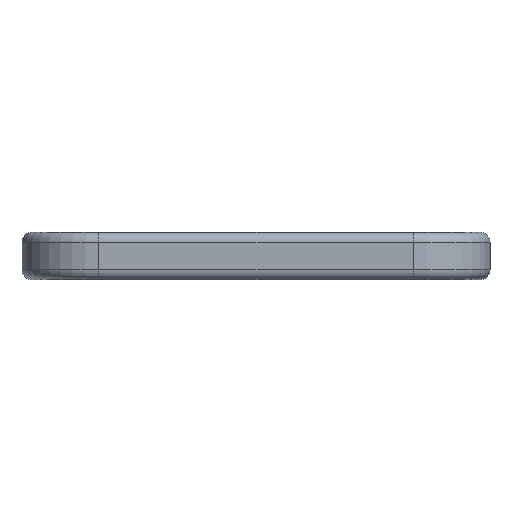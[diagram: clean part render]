
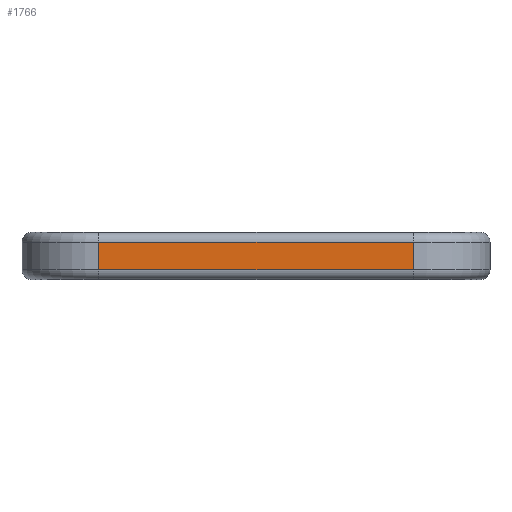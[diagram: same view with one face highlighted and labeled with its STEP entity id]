
A CAD part, left-side view. The second image highlights one B-rep face of the part: STEP entity #1766.
In plain terms, the highlighted planar face has unit normal (-1, 0, 0).
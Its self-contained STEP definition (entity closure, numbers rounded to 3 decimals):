
#1746=AXIS2_PLACEMENT_3D('Plane Axis2P3D',#1743,#1744,#1745) ;
#1534=CARTESIAN_POINT('Vertex',(0.,19.9,1.9)) ;
#1565=CARTESIAN_POINT('Vertex',(0.,3.9,1.9)) ;
#1575=CARTESIAN_POINT('Line Origine',(0.,11.311,1.9)) ;
#1728=CARTESIAN_POINT('Vertex',(0.,19.9,0.5)) ;
#1731=CARTESIAN_POINT('Line Origine',(0.,19.9,1.2)) ;
#1743=CARTESIAN_POINT('Axis2P3D Location',(0.,19.9,2.4)) ;
#1748=CARTESIAN_POINT('Line Origine',(0.,11.9,0.5)) ;
#1752=CARTESIAN_POINT('Vertex',(0.,3.9,0.5)) ;
#1755=CARTESIAN_POINT('Line Origine',(0.,3.9,1.2)) ;
#1576=DIRECTION('Vector Direction',(0.,1.,0.)) ;
#1732=DIRECTION('Vector Direction',(0.,0.,-1.)) ;
#1744=DIRECTION('Axis2P3D Direction',(-1.,0.,0.)) ;
#1745=DIRECTION('Axis2P3D XDirection',(0.,0.,-1.)) ;
#1749=DIRECTION('Vector Direction',(0.,-1.,0.)) ;
#1756=DIRECTION('Vector Direction',(0.,0.,-1.)) ;
#1577=VECTOR('Line Direction',#1576,1.) ;
#1733=VECTOR('Line Direction',#1732,1.) ;
#1750=VECTOR('Line Direction',#1749,1.) ;
#1757=VECTOR('Line Direction',#1756,1.) ;
#1761=ORIENTED_EDGE('',*,*,#1735,.F.) ;
#1762=ORIENTED_EDGE('',*,*,#1754,.F.) ;
#1763=ORIENTED_EDGE('',*,*,#1759,.T.) ;
#1764=ORIENTED_EDGE('',*,*,#1579,.T.) ;
#1766=ADVANCED_FACE('Hauptk\X2\00F6\X0\rper',(#1765),#1747,.T.) ;
#1579=EDGE_CURVE('',#1566,#1535,#1578,.T.) ;
#1735=EDGE_CURVE('',#1729,#1535,#1734,.F.) ;
#1754=EDGE_CURVE('',#1753,#1729,#1751,.F.) ;
#1759=EDGE_CURVE('',#1753,#1566,#1758,.F.) ;
#1760=EDGE_LOOP('',(#1761,#1762,#1763,#1764)) ;
#1765=FACE_OUTER_BOUND('',#1760,.T.) ;
#1578=LINE('Line',#1575,#1577) ;
#1734=LINE('Line',#1731,#1733) ;
#1751=LINE('Line',#1748,#1750) ;
#1758=LINE('Line',#1755,#1757) ;
#1747=PLANE('',#1746) ;
#1535=VERTEX_POINT('',#1534) ;
#1566=VERTEX_POINT('',#1565) ;
#1729=VERTEX_POINT('',#1728) ;
#1753=VERTEX_POINT('',#1752) ;
